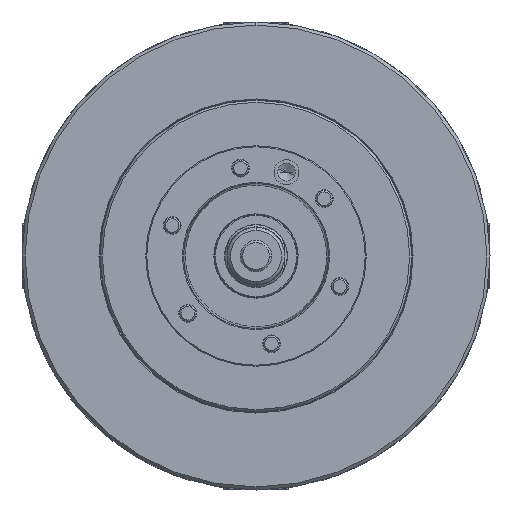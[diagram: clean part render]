
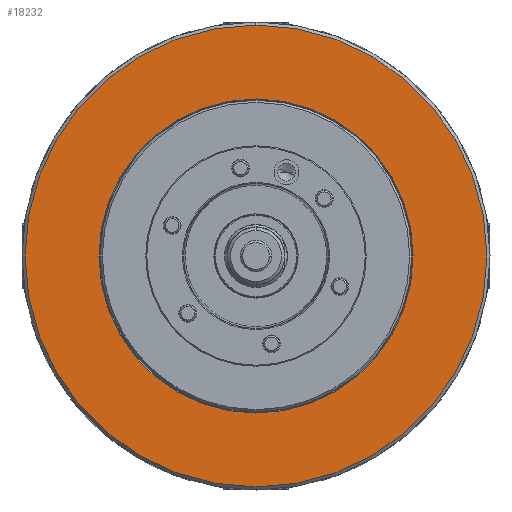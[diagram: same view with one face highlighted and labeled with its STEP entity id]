
A CAD part, left-side view. The second image highlights one B-rep face of the part: STEP entity #18232.
In plain terms, the highlighted planar face has unit normal (-1, 0, 0).
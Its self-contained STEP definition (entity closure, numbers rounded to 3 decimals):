
#2429 = DIRECTION ( 'NONE',  ( 1., 0., 0. ) ) ;
#6031 = EDGE_CURVE ( 'NONE', #43756, #71268, #24718, .T. ) ;
#6505 = PLANE ( 'NONE',  #14252 ) ;
#6512 = DIRECTION ( 'NONE',  ( 1., 0., 0. ) ) ;
#9280 = CIRCLE ( 'NONE', #54653, 151. ) ;
#10571 = CARTESIAN_POINT ( 'NONE',  ( -116., 0., 151. ) ) ;
#11900 = DIRECTION ( 'NONE',  ( 0., 0., -1. ) ) ;
#12301 = DIRECTION ( 'NONE',  ( 0., 0., 1. ) ) ;
#14252 = AXIS2_PLACEMENT_3D ( 'NONE', #23974, #52803, #12301 ) ;
#17724 = DIRECTION ( 'NONE',  ( 1., 0., 0. ) ) ;
#18232 = ADVANCED_FACE ( 'NONE', ( #47754, #32315 ), #6505, .T. ) ;
#22597 = CARTESIAN_POINT ( 'NONE',  ( -116., 0., 222. ) ) ;
#23560 = CARTESIAN_POINT ( 'NONE',  ( -116., 0., 0. ) ) ;
#23882 = ORIENTED_EDGE ( 'NONE', *, *, #64443, .F. ) ;
#23974 = CARTESIAN_POINT ( 'NONE',  ( -116., 163., 0. ) ) ;
#24718 = CIRCLE ( 'NONE', #71622, 222. ) ;
#25224 = DIRECTION ( 'NONE',  ( 1., 0., 0. ) ) ;
#28355 = EDGE_CURVE ( 'NONE', #33489, #68808, #9280, .T. ) ;
#32315 = FACE_OUTER_BOUND ( 'NONE', #55156, .T. ) ;
#33489 = VERTEX_POINT ( 'NONE', #50208 ) ;
#35362 = CIRCLE ( 'NONE', #68133, 151. ) ;
#36296 = CARTESIAN_POINT ( 'NONE',  ( -116., 0., 0. ) ) ;
#37158 = CARTESIAN_POINT ( 'NONE',  ( -116., 0., 0. ) ) ;
#38311 = EDGE_LOOP ( 'NONE', ( #58185, #46681 ) ) ;
#41193 = CARTESIAN_POINT ( 'NONE',  ( -116., 0., 0. ) ) ;
#42983 = DIRECTION ( 'NONE',  ( 0., 0., -1. ) ) ;
#43756 = VERTEX_POINT ( 'NONE', #22597 ) ;
#46681 = ORIENTED_EDGE ( 'NONE', *, *, #28355, .T. ) ;
#47038 = DIRECTION ( 'NONE',  ( 0., 0., -1. ) ) ;
#47754 = FACE_BOUND ( 'NONE', #38311, .T. ) ;
#50208 = CARTESIAN_POINT ( 'NONE',  ( -116., 0., -151. ) ) ;
#52803 = DIRECTION ( 'NONE',  ( -1., 0., 0. ) ) ;
#53486 = ORIENTED_EDGE ( 'NONE', *, *, #6031, .F. ) ;
#54653 = AXIS2_PLACEMENT_3D ( 'NONE', #23560, #17724, #11900 ) ;
#55156 = EDGE_LOOP ( 'NONE', ( #23882, #53486 ) ) ;
#55227 = CARTESIAN_POINT ( 'NONE',  ( -116., 0., -222. ) ) ;
#58185 = ORIENTED_EDGE ( 'NONE', *, *, #62973, .T. ) ;
#62973 = EDGE_CURVE ( 'NONE', #68808, #33489, #35362, .T. ) ;
#64443 = EDGE_CURVE ( 'NONE', #71268, #43756, #71454, .T. ) ;
#68133 = AXIS2_PLACEMENT_3D ( 'NONE', #41193, #6512, #47038 ) ;
#68808 = VERTEX_POINT ( 'NONE', #10571 ) ;
#71268 = VERTEX_POINT ( 'NONE', #55227 ) ;
#71454 = CIRCLE ( 'NONE', #74987, 222. ) ;
#71622 = AXIS2_PLACEMENT_3D ( 'NONE', #36296, #25224, #72292 ) ;
#72292 = DIRECTION ( 'NONE',  ( 0., 0., -1. ) ) ;
#74987 = AXIS2_PLACEMENT_3D ( 'NONE', #37158, #2429, #42983 ) ;
